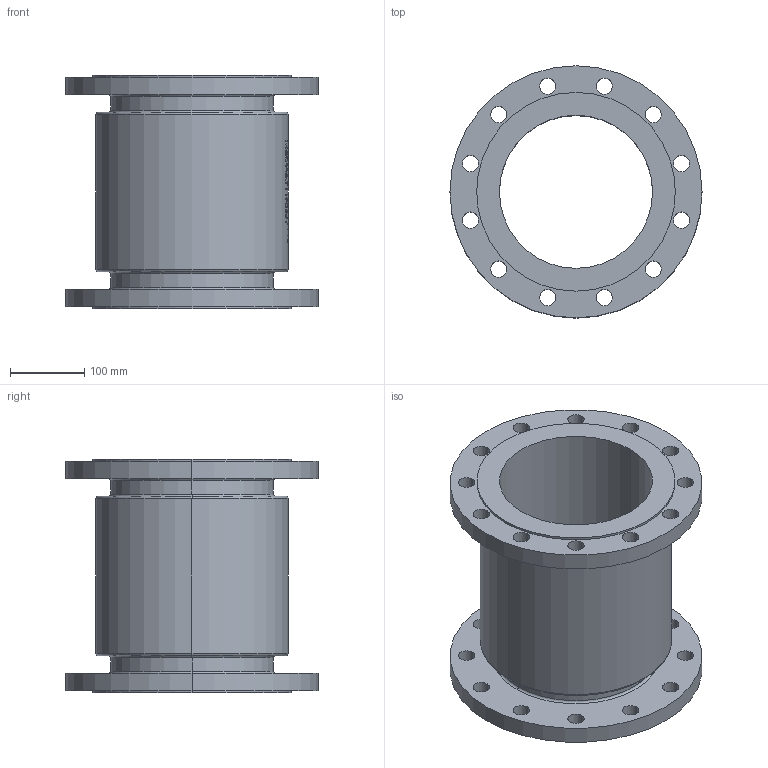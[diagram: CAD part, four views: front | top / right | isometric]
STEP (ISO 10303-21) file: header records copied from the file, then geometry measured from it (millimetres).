
FILE_DESCRIPTION (( 'STEP AP214' ), '1' );
FILE_NAME ('7120000_DN200_PN16_1190551.STEP', '2022-02-21T11:26:06', ( 'axxx' ), ( 'Hewlett-Packard Company' ), 'SwSTEP 2.0', 'SolidWorks 2019', '' );
FILE_SCHEMA (( 'AUTOMOTIVE_DESIGN' ));
Length unit declared in the file: millimetre
Products named in the file (1): 7120000_DN200_PN16_1190551
Bounding box: 340 x 340 x 315 mm (x, y, z)
Volume: 6891743.2 mm3; surface area: 736882.3 mm2
Topology: 1 solids, 1 shells, 540 faces, 1404 edges, 932 vertices
Faces by surface type: plane 234, bspline 211, cylinder 83, torus 12
Entity records: 30012 total; most frequent: CARTESIAN_POINT 18006, ORIENTED_EDGE 2808, DIRECTION 1806, EDGE_CURVE 1404, VERTEX_POINT 932, VECTOR 728, LINE 728, EDGE_LOOP 656
